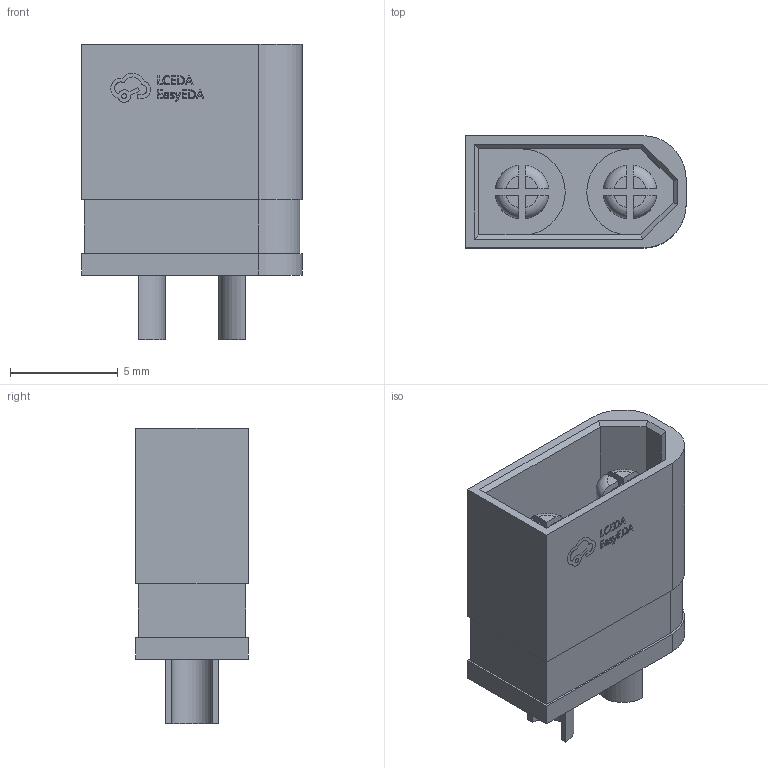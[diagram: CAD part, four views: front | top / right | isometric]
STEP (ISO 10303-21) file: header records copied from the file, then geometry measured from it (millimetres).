
FILE_DESCRIPTION(/* description */ ('Designed by EasyEDA Pro'),/* implementation_level */ '2;1');
FILE_NAME(/* name */ 'AMASS_-TH_1x2P-P3.5_V_XT30U-M.step',/* time_stamp */ '2024-01-01T22:00:48+08:00',/* author */ ('20220615'),/* organization */ ('Open CASCADE'),/* preprocessor_version */ 'ST-DEVELOPER v19',/* originating_system */ 'Autodesk Inventor 2023',/* authorisation */ 'Unknown');
FILE_SCHEMA (('AUTOMOTIVE_DESIGN { 1 0 10303 214 3 1 1 }'));
Length unit declared in the file: millimetre
Products named in the file (4): PCBModel; CN1; CONN-TH_XT30U-M; COMPOUND
Assembly tree (3 placements, depth 4):
  PCBModel
    CN1
      CONN-TH_XT30U-M
        COMPOUND
Bounding box: 10.2 x 5.2 x 13.7 mm (x, y, z)
Volume: 304.8 mm3; surface area: 878.2 mm2
Topology: 14 solids, 14 shells, 383 faces, 993 edges, 660 vertices
Faces by surface type: plane 241, bspline 112, cylinder 22, torus 8
Full cylindrical faces by diameter (mm): 3 x2
Entity records: 13471 total; most frequent: CARTESIAN_POINT 4027, ORIENTED_EDGE 1986, DIRECTION 1529, EDGE_CURVE 993, LINE 701, VECTOR 701, VERTEX_POINT 660, EDGE_LOOP 417
